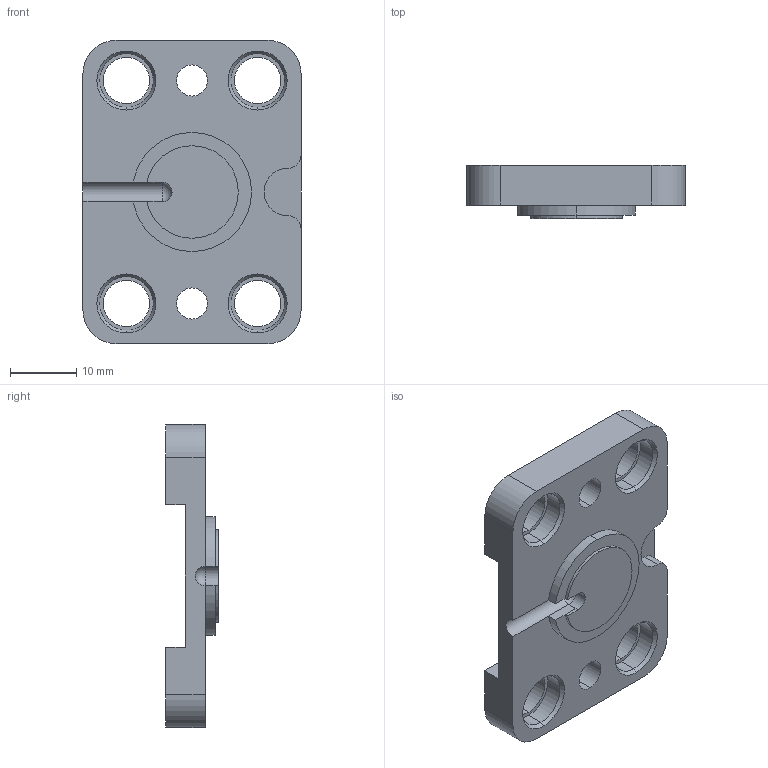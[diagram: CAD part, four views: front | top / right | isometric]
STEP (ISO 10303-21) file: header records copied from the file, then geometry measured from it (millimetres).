
FILE_DESCRIPTION (( 'STEP AP203' ), '1' );
FILE_NAME ('top.STEP', '2024-06-09T12:20:09', ( '' ), ( '' ), 'SwSTEP 2.0', 'SolidWorks 2023', '' );
FILE_SCHEMA (( 'CONFIG_CONTROL_DESIGN' ));
Length unit declared in the file: millimetre
Products named in the file (1): top
Bounding box: 33 x 8 x 45.87 mm (x, y, z)
Volume: 5714.7 mm3; surface area: 4515.2 mm2
Topology: 1 solids, 1 shells, 71 faces, 180 edges, 115 vertices
Faces by surface type: cylinder 37, plane 25, cone 8, sphere 1
Entity records: 2248 total; most frequent: DIRECTION 405, CARTESIAN_POINT 370, ORIENTED_EDGE 356, EDGE_CURVE 178, AXIS2_PLACEMENT_3D 157, VERTEX_POINT 114, LINE 91, VECTOR 91
